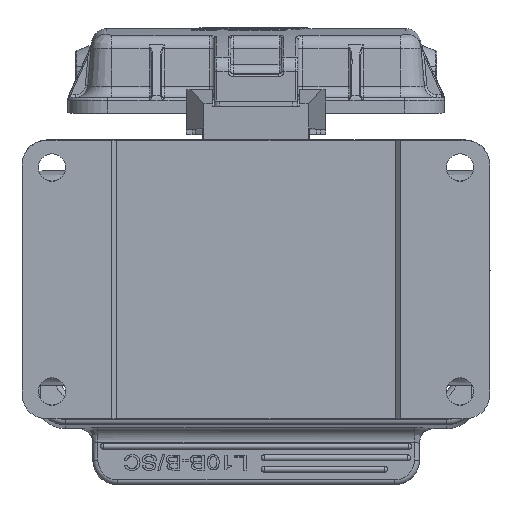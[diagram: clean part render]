
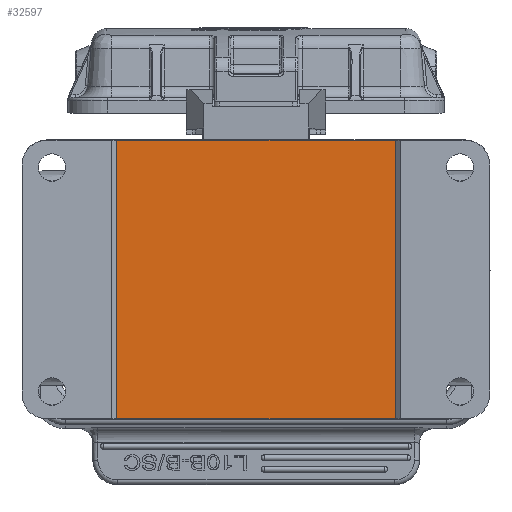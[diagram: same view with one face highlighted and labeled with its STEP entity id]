
A CAD part, front view. The second image highlights one B-rep face of the part: STEP entity #32597.
In plain terms, the highlighted planar face has unit normal (0, -1, -0.009).
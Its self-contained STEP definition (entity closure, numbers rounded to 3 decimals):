
#2814=DIRECTION('',(1.,0.,0.));
#2815=VECTOR('',#2814,56.);
#2816=CARTESIAN_POINT('',(18.986,-21.779,
-50.144));
#2817=LINE('',#2816,#2815);
#3218=DIRECTION('',(-1.,0.,0.));
#3219=VECTOR('',#3218,56.);
#3220=CARTESIAN_POINT('',(74.986,-22.285,5.854));
#3221=LINE('',#3220,#3219);
#3268=DIRECTION('',(0.,-0.009,1.));
#3269=VECTOR('',#3268,56.);
#3270=CARTESIAN_POINT('',(74.986,-21.796,
-50.144));
#3271=LINE('',#3270,#3269);
#3272=DIRECTION('',(0.,-0.009,1.));
#3273=VECTOR('',#3272,56.);
#3274=CARTESIAN_POINT('',(18.986,-21.779,
-50.144));
#3275=LINE('',#3274,#3273);
#26232=CARTESIAN_POINT('',(18.986,-21.779,
-50.144));
#26233=VERTEX_POINT('',#26232);
#26234=CARTESIAN_POINT('',(74.986,-21.796,
-50.144));
#26235=VERTEX_POINT('',#26234);
#26320=CARTESIAN_POINT('',(74.986,-22.285,
5.854));
#26321=VERTEX_POINT('',#26320);
#26322=CARTESIAN_POINT('',(18.986,-22.267,
5.854));
#26323=VERTEX_POINT('',#26322);
#32585=CARTESIAN_POINT('',(46.986,-22.032,
-22.145));
#32586=DIRECTION('',(0.,1.,0.009));
#32587=DIRECTION('',(0.,-0.009,1.));
#32588=AXIS2_PLACEMENT_3D('',#32585,#32586,#32587);
#32589=PLANE('',#32588);
#32590=ORIENTED_EDGE('',*,*,#31851,.F.);
#32592=ORIENTED_EDGE('',*,*,#32591,.T.);
#32593=ORIENTED_EDGE('',*,*,#32521,.F.);
#32594=ORIENTED_EDGE('',*,*,#32577,.F.);
#32595=EDGE_LOOP('',(#32590,#32592,#32593,#32594));
#32596=FACE_OUTER_BOUND('',#32595,.F.);
#31851=EDGE_CURVE('',#26233,#26235,#2817,.T.);
#32521=EDGE_CURVE('',#26321,#26323,#3221,.T.);
#32577=EDGE_CURVE('',#26235,#26321,#3271,.T.);
#32591=EDGE_CURVE('',#26233,#26323,#3275,.T.);
#32597=ADVANCED_FACE('',(#32596),#32589,.F.);
